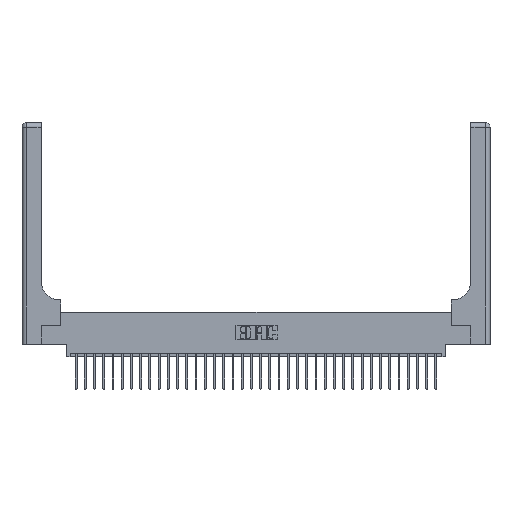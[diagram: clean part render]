
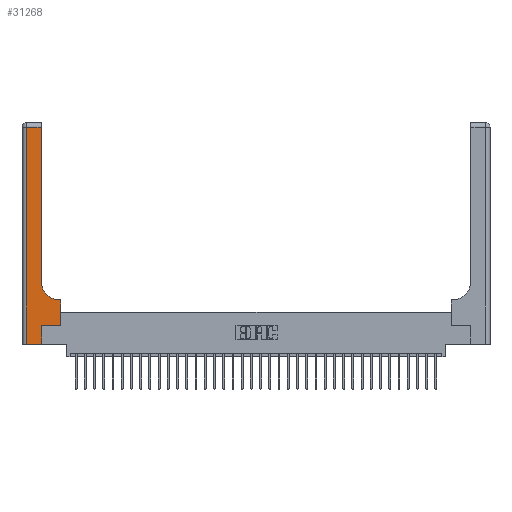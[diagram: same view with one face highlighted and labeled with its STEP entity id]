
A CAD part, top view. The second image highlights one B-rep face of the part: STEP entity #31268.
In plain terms, the highlighted planar face has unit normal (0, 0, 1).
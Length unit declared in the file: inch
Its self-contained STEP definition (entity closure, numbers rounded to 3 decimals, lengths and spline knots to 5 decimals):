
#1562 = LINE ( 'NONE', #19338, #29413 ) ;
#1898 = CARTESIAN_POINT ( 'NONE',  ( 0.06, 0., 0.37 ) ) ;
#2042 = ORIENTED_EDGE ( 'NONE', *, *, #18392, .T. ) ;
#2274 = VECTOR ( 'NONE', #4437, 39.37008 ) ;
#2318 = CARTESIAN_POINT ( 'NONE',  ( 0.26, 2.94, 0.37 ) ) ;
#2366 = DIRECTION ( 'NONE',  ( 0., 0., -1. ) ) ;
#2591 = VERTEX_POINT ( 'NONE', #2318 ) ;
#2948 = ORIENTED_EDGE ( 'NONE', *, *, #18675, .T. ) ;
#3598 = VERTEX_POINT ( 'NONE', #7393 ) ;
#3770 = EDGE_CURVE ( 'NONE', #2591, #30597, #17969, .T. ) ;
#4010 = DIRECTION ( 'NONE',  ( 0., -1., 0. ) ) ;
#4437 = DIRECTION ( 'NONE',  ( 0., 1., 0. ) ) ;
#4479 = CARTESIAN_POINT ( 'NONE',  ( 0.26, 3., 0.37 ) ) ;
#5146 = DIRECTION ( 'NONE',  ( -1., 0., 0. ) ) ;
#6127 = VERTEX_POINT ( 'NONE', #13666 ) ;
#6215 = VERTEX_POINT ( 'NONE', #1898 ) ;
#6591 = CARTESIAN_POINT ( 'NONE',  ( 0.51, 0.85, 0.37 ) ) ;
#6639 = PLANE ( 'NONE',  #15386 ) ;
#7004 = EDGE_CURVE ( 'NONE', #9437, #3598, #14524, .T. ) ;
#7393 = CARTESIAN_POINT ( 'NONE',  ( 0.265, 0.25, 0.37 ) ) ;
#8048 = CARTESIAN_POINT ( 'NONE',  ( 0.528, 0.6, 0.37 ) ) ;
#8512 = DIRECTION ( 'NONE',  ( 1., 0., 0. ) ) ;
#8904 = CARTESIAN_POINT ( 'NONE',  ( 0.06, 3., 0.37 ) ) ;
#9230 = LINE ( 'NONE', #8904, #20042 ) ;
#9437 = VERTEX_POINT ( 'NONE', #25547 ) ;
#9836 = EDGE_LOOP ( 'NONE', ( #29171, #24103, #17778, #13997, #13326, #26868, #20426, #2042, #2948 ) ) ;
#10169 = VECTOR ( 'NONE', #20597, 39.37008 ) ;
#10223 = CARTESIAN_POINT ( 'NONE',  ( 0.51, 0.6, 0.37 ) ) ;
#10312 = CARTESIAN_POINT ( 'NONE',  ( 0.528, 0.25, 0.37 ) ) ;
#12935 = LINE ( 'NONE', #18136, #29433 ) ;
#12949 = VECTOR ( 'NONE', #29472, 39.37008 ) ;
#13326 = ORIENTED_EDGE ( 'NONE', *, *, #7004, .T. ) ;
#13666 = CARTESIAN_POINT ( 'NONE',  ( 0.26, 0.85, 0.37 ) ) ;
#13834 = AXIS2_PLACEMENT_3D ( 'NONE', #6591, #29366, #24494 ) ;
#13997 = ORIENTED_EDGE ( 'NONE', *, *, #29849, .T. ) ;
#14440 = DIRECTION ( 'NONE',  ( 0., 1., 0. ) ) ;
#14524 = LINE ( 'NONE', #26544, #12949 ) ;
#14713 = LINE ( 'NONE', #22336, #2274 ) ;
#15296 = EDGE_CURVE ( 'NONE', #20771, #17057, #14713, .T. ) ;
#15386 = AXIS2_PLACEMENT_3D ( 'NONE', #19980, #2366, #5146 ) ;
#16578 = DIRECTION ( 'NONE',  ( 1., 0., 0. ) ) ;
#16881 = EDGE_CURVE ( 'NONE', #30597, #6215, #9230, .T. ) ;
#17057 = VERTEX_POINT ( 'NONE', #8048 ) ;
#17119 = VECTOR ( 'NONE', #22680, 39.37008 ) ;
#17778 = ORIENTED_EDGE ( 'NONE', *, *, #16881, .T. ) ;
#17969 = LINE ( 'NONE', #30015, #17119 ) ;
#18136 = CARTESIAN_POINT ( 'NONE',  ( 0.265, 0.25, 0.37 ) ) ;
#18392 = EDGE_CURVE ( 'NONE', #17057, #23753, #27913, .T. ) ;
#18675 = EDGE_CURVE ( 'NONE', #23753, #6127, #24726, .T. ) ;
#19338 = CARTESIAN_POINT ( 'NONE',  ( 0., 0., 0.37 ) ) ;
#19980 = CARTESIAN_POINT ( 'NONE',  ( 0., 3., 0.37 ) ) ;
#20042 = VECTOR ( 'NONE', #4010, 39.37008 ) ;
#20426 = ORIENTED_EDGE ( 'NONE', *, *, #15296, .T. ) ;
#20597 = DIRECTION ( 'NONE',  ( -1., 0., 0. ) ) ;
#20771 = VERTEX_POINT ( 'NONE', #10312 ) ;
#21899 = LINE ( 'NONE', #4479, #26292 ) ;
#22336 = CARTESIAN_POINT ( 'NONE',  ( 0.528, 0.25, 0.37 ) ) ;
#22680 = DIRECTION ( 'NONE',  ( -1., 0., 0. ) ) ;
#23753 = VERTEX_POINT ( 'NONE', #10223 ) ;
#24103 = ORIENTED_EDGE ( 'NONE', *, *, #3770, .T. ) ;
#24494 = DIRECTION ( 'NONE',  ( 1., 0., 0. ) ) ;
#24726 = CIRCLE ( 'NONE', #13834, 0.25 ) ;
#25547 = CARTESIAN_POINT ( 'NONE',  ( 0.265, 0., 0.37 ) ) ;
#26292 = VECTOR ( 'NONE', #14440, 39.37008 ) ;
#26544 = CARTESIAN_POINT ( 'NONE',  ( 0.265, 0., 0.37 ) ) ;
#26868 = ORIENTED_EDGE ( 'NONE', *, *, #31884, .T. ) ;
#27913 = LINE ( 'NONE', #28563, #10169 ) ;
#28563 = CARTESIAN_POINT ( 'NONE',  ( 0.26, 0.6, 0.37 ) ) ;
#29171 = ORIENTED_EDGE ( 'NONE', *, *, #31692, .T. ) ;
#29366 = DIRECTION ( 'NONE',  ( 0., 0., -1. ) ) ;
#29413 = VECTOR ( 'NONE', #16578, 39.37008 ) ;
#29433 = VECTOR ( 'NONE', #8512, 39.37008 ) ;
#29472 = DIRECTION ( 'NONE',  ( 0., 1., 0. ) ) ;
#29849 = EDGE_CURVE ( 'NONE', #6215, #9437, #1562, .T. ) ;
#30015 = CARTESIAN_POINT ( 'NONE',  ( 0., 2.94, 0.37 ) ) ;
#30594 = CARTESIAN_POINT ( 'NONE',  ( 0.06, 2.94, 0.37 ) ) ;
#30597 = VERTEX_POINT ( 'NONE', #30594 ) ;
#31268 = ADVANCED_FACE ( 'NONE', ( #31367 ), #6639, .F. ) ;
#31367 = FACE_OUTER_BOUND ( 'NONE', #9836, .T. ) ;
#31692 = EDGE_CURVE ( 'NONE', #6127, #2591, #21899, .T. ) ;
#31884 = EDGE_CURVE ( 'NONE', #3598, #20771, #12935, .T. ) ;
